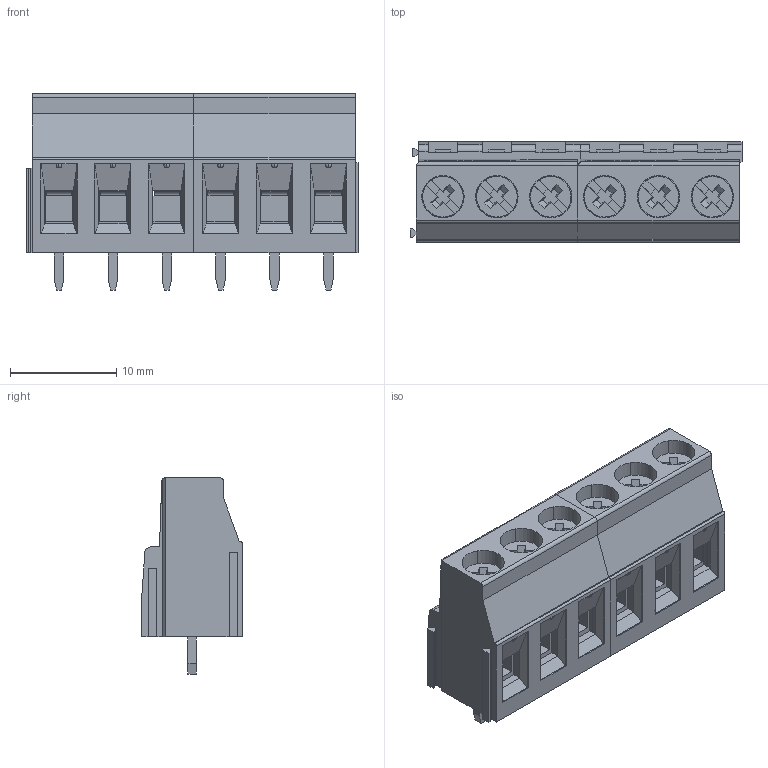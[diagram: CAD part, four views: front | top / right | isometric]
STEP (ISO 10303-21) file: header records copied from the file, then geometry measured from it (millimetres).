
FILE_DESCRIPTION(('STEP AP214'),'1');
FILE_NAME('cctmp_9895627D-6924-476E-BF7A-5523B24DC4A9_2023_02_20_09_01_05_0673_11728..stp','2023-02-20T09:01:06',('PHOENIX CONTACT Deutschland GmbH'),('CADClick - www.CADClick.com'),'Spatial InterOp 3D',' ','unknown authorization');
FILE_SCHEMA(('AUTOMOTIVE_DESIGN'));
Length unit declared in the file: millimetre
Products named in the file (21): 2023_02_20_09_01_04_0673; 2023_02_20_09_01_05_0673; 2023_02_20_09_01_05_0657; 2023_02_20_09_01_05_0642; 2023_02_20_09_01_05_0626; 2023_02_20_09_01_05_0610; 2023_02_20_09_01_05_0595; 2023_02_20_09_01_05_0579; 2023_02_20_09_01_05_0564; 2023_02_20_09_01_05_0548; 2023_02_20_09_01_05_0532; 2023_02_20_09_01_05_0517; 2023_02_20_09_01_05_0501; 2023_02_20_09_01_05_0485; 2023_02_20_09_01_05_0470; 2023_02_20_09_01_05_0454; 2023_02_20_09_01_05_0439; 2023_02_20_09_01_05_0423; 2023_02_20_09_01_05_0407; 2023_02_20_09_01_05_0360; 2023_02_20_09_01_05_0314
Assembly tree (20 placements, depth 2):
  2023_02_20_09_01_04_0673
    2023_02_20_09_01_05_0673
    2023_02_20_09_01_05_0657
    2023_02_20_09_01_05_0642
    2023_02_20_09_01_05_0626
    2023_02_20_09_01_05_0610
    2023_02_20_09_01_05_0595
    2023_02_20_09_01_05_0579
    2023_02_20_09_01_05_0564
    2023_02_20_09_01_05_0548
    2023_02_20_09_01_05_0532
    2023_02_20_09_01_05_0517
    2023_02_20_09_01_05_0501
    2023_02_20_09_01_05_0485
    2023_02_20_09_01_05_0470
    2023_02_20_09_01_05_0454
    2023_02_20_09_01_05_0439
    2023_02_20_09_01_05_0423
    2023_02_20_09_01_05_0407
    2023_02_20_09_01_05_0360
    2023_02_20_09_01_05_0314
Bounding box: 31.3 x 9.53 x 18.5 mm (x, y, z)
Volume: 2614.9 mm3; surface area: 6085.3 mm2
Topology: 20 solids, 20 shells, 1754 faces, 4850 edges, 3196 vertices
Faces by surface type: plane 1530, cylinder 146, extrusion 60, sphere 12, bspline 6
Entity records: 76298 total; most frequent: CARTESIAN_POINT 12763, ORIENTED_EDGE 9700, DIRECTION 8610, EDGE_CURVE 4850, VECTOR 4348, LINE 4288, VERTEX_POINT 3196, STYLED_ITEM 2554
